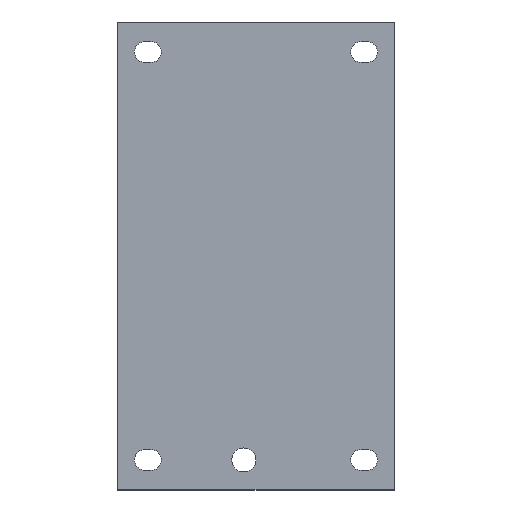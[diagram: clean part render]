
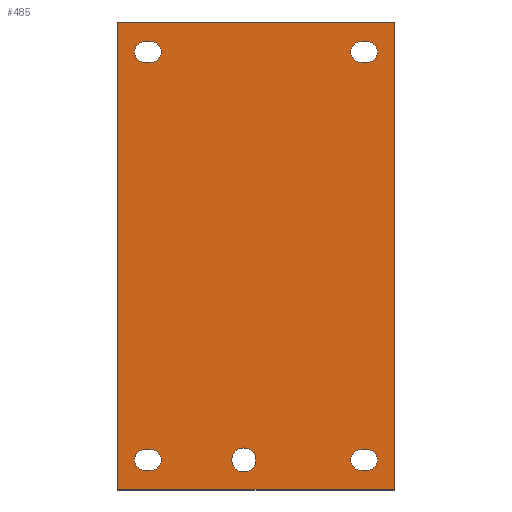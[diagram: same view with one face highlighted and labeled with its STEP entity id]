
A CAD part, top view. The second image highlights one B-rep face of the part: STEP entity #485.
In plain terms, the highlighted planar face has unit normal (0, 0, 1).
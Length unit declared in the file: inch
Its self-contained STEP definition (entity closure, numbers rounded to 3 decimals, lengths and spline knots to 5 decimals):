
#16=LINE('',#670,#60);
#20=LINE('',#682,#64);
#24=LINE('',#694,#68);
#28=LINE('',#706,#72);
#32=LINE('',#718,#76);
#36=LINE('',#730,#80);
#40=LINE('',#742,#84);
#44=LINE('',#754,#88);
#46=LINE('',#762,#90);
#50=LINE('',#770,#94);
#53=LINE('',#776,#97);
#56=LINE('',#781,#100);
#60=VECTOR('',#541,0.063);
#64=VECTOR('',#553,0.063);
#68=VECTOR('',#565,0.063);
#72=VECTOR('',#577,0.063);
#76=VECTOR('',#589,0.063);
#80=VECTOR('',#601,0.063);
#84=VECTOR('',#613,0.063);
#88=VECTOR('',#625,0.063);
#90=VECTOR('',#635,4.88);
#94=VECTOR('',#641,2.88);
#97=VECTOR('',#646,4.88);
#100=VECTOR('',#651,2.88);
#115=PLANE('',#528);
#122=FACE_BOUND('',#179,.T.);
#123=FACE_BOUND('',#180,.T.);
#124=FACE_BOUND('',#181,.T.);
#125=FACE_BOUND('',#182,.T.);
#126=FACE_BOUND('',#183,.T.);
#149=FACE_OUTER_BOUND('',#178,.T.);
#178=EDGE_LOOP('',(#409,#410,#411,#412));
#179=EDGE_LOOP('',(#413));
#180=EDGE_LOOP('',(#414,#415,#416,#417));
#181=EDGE_LOOP('',(#418,#419,#420,#421));
#182=EDGE_LOOP('',(#422,#423,#424,#425));
#183=EDGE_LOOP('',(#426,#427,#428,#429));
#185=CIRCLE('',#490,0.125);
#187=CIRCLE('',#494,0.109);
#189=CIRCLE('',#498,0.109);
#191=CIRCLE('',#502,0.109);
#193=CIRCLE('',#506,0.109);
#195=CIRCLE('',#510,0.109);
#197=CIRCLE('',#514,0.109);
#199=CIRCLE('',#518,0.109);
#201=CIRCLE('',#522,0.109);
#203=VERTEX_POINT('',#661);
#206=VERTEX_POINT('',#667);
#207=VERTEX_POINT('',#669);
#209=VERTEX_POINT('',#675);
#211=VERTEX_POINT('',#681);
#214=VERTEX_POINT('',#691);
#215=VERTEX_POINT('',#693);
#217=VERTEX_POINT('',#699);
#219=VERTEX_POINT('',#705);
#222=VERTEX_POINT('',#715);
#223=VERTEX_POINT('',#717);
#225=VERTEX_POINT('',#723);
#227=VERTEX_POINT('',#729);
#230=VERTEX_POINT('',#739);
#231=VERTEX_POINT('',#741);
#233=VERTEX_POINT('',#747);
#235=VERTEX_POINT('',#753);
#236=VERTEX_POINT('',#760);
#237=VERTEX_POINT('',#761);
#240=VERTEX_POINT('',#769);
#242=VERTEX_POINT('',#775);
#245=EDGE_CURVE('',#203,#203,#185,.T.);
#248=EDGE_CURVE('',#207,#206,#16,.T.);
#251=EDGE_CURVE('',#209,#207,#187,.T.);
#254=EDGE_CURVE('',#211,#209,#20,.T.);
#257=EDGE_CURVE('',#206,#211,#189,.T.);
#260=EDGE_CURVE('',#215,#214,#24,.T.);
#263=EDGE_CURVE('',#217,#215,#191,.T.);
#266=EDGE_CURVE('',#219,#217,#28,.T.);
#269=EDGE_CURVE('',#214,#219,#193,.T.);
#272=EDGE_CURVE('',#223,#222,#32,.T.);
#275=EDGE_CURVE('',#225,#223,#195,.T.);
#278=EDGE_CURVE('',#227,#225,#36,.T.);
#281=EDGE_CURVE('',#222,#227,#197,.T.);
#284=EDGE_CURVE('',#231,#230,#40,.T.);
#287=EDGE_CURVE('',#233,#231,#199,.T.);
#290=EDGE_CURVE('',#235,#233,#44,.T.);
#293=EDGE_CURVE('',#230,#235,#201,.T.);
#294=EDGE_CURVE('',#236,#237,#46,.T.);
#298=EDGE_CURVE('',#237,#240,#50,.T.);
#301=EDGE_CURVE('',#240,#242,#53,.T.);
#304=EDGE_CURVE('',#242,#236,#56,.T.);
#409=ORIENTED_EDGE('',*,*,#294,.F.);
#410=ORIENTED_EDGE('',*,*,#304,.F.);
#411=ORIENTED_EDGE('',*,*,#301,.F.);
#412=ORIENTED_EDGE('',*,*,#298,.F.);
#413=ORIENTED_EDGE('',*,*,#245,.T.);
#414=ORIENTED_EDGE('',*,*,#248,.T.);
#415=ORIENTED_EDGE('',*,*,#257,.T.);
#416=ORIENTED_EDGE('',*,*,#254,.T.);
#417=ORIENTED_EDGE('',*,*,#251,.T.);
#418=ORIENTED_EDGE('',*,*,#260,.T.);
#419=ORIENTED_EDGE('',*,*,#269,.T.);
#420=ORIENTED_EDGE('',*,*,#266,.T.);
#421=ORIENTED_EDGE('',*,*,#263,.T.);
#422=ORIENTED_EDGE('',*,*,#272,.T.);
#423=ORIENTED_EDGE('',*,*,#281,.T.);
#424=ORIENTED_EDGE('',*,*,#278,.T.);
#425=ORIENTED_EDGE('',*,*,#275,.T.);
#426=ORIENTED_EDGE('',*,*,#290,.T.);
#427=ORIENTED_EDGE('',*,*,#287,.T.);
#428=ORIENTED_EDGE('',*,*,#284,.T.);
#429=ORIENTED_EDGE('',*,*,#293,.T.);
#485=ADVANCED_FACE('',(#149,#122,#123,#124,#125,#126),#115,.T.);
#490=AXIS2_PLACEMENT_3D('',#662,#535,#536);
#494=AXIS2_PLACEMENT_3D('',#676,#547,#548);
#498=AXIS2_PLACEMENT_3D('',#686,#559,#560);
#502=AXIS2_PLACEMENT_3D('',#700,#571,#572);
#506=AXIS2_PLACEMENT_3D('',#710,#583,#584);
#510=AXIS2_PLACEMENT_3D('',#724,#595,#596);
#514=AXIS2_PLACEMENT_3D('',#734,#607,#608);
#518=AXIS2_PLACEMENT_3D('',#748,#619,#620);
#522=AXIS2_PLACEMENT_3D('',#758,#631,#632);
#528=AXIS2_PLACEMENT_3D('',#784,#655,#656);
#535=DIRECTION('center_axis',(0.,0.,-1.));
#536=DIRECTION('ref_axis',(1.,0.,0.));
#541=DIRECTION('',(1.,0.,0.));
#547=DIRECTION('center_axis',(0.,0.,-1.));
#548=DIRECTION('ref_axis',(0.,1.,0.));
#553=DIRECTION('',(-1.,0.,0.));
#559=DIRECTION('center_axis',(0.,0.,-1.));
#560=DIRECTION('ref_axis',(0.,-1.,0.));
#565=DIRECTION('',(1.,0.,0.));
#571=DIRECTION('center_axis',(0.,0.,-1.));
#572=DIRECTION('ref_axis',(0.,1.,0.));
#577=DIRECTION('',(-1.,0.,0.));
#583=DIRECTION('center_axis',(0.,0.,-1.));
#584=DIRECTION('ref_axis',(0.,-1.,0.));
#589=DIRECTION('',(1.,0.,0.));
#595=DIRECTION('center_axis',(0.,0.,-1.));
#596=DIRECTION('ref_axis',(0.,1.,0.));
#601=DIRECTION('',(-1.,0.,0.));
#607=DIRECTION('center_axis',(0.,0.,-1.));
#608=DIRECTION('ref_axis',(0.,-1.,0.));
#613=DIRECTION('',(1.,0.,0.));
#619=DIRECTION('center_axis',(0.,0.,-1.));
#620=DIRECTION('ref_axis',(0.,1.,0.));
#625=DIRECTION('',(-1.,0.,0.));
#631=DIRECTION('center_axis',(0.,0.,-1.));
#632=DIRECTION('ref_axis',(0.,-1.,0.));
#635=DIRECTION('',(0.,1.,0.));
#641=DIRECTION('',(1.,0.,0.));
#646=DIRECTION('',(0.,-1.,0.));
#651=DIRECTION('',(-1.,0.,0.));
#655=DIRECTION('center_axis',(0.,0.,1.));
#656=DIRECTION('ref_axis',(1.,0.,0.));
#661=CARTESIAN_POINT('',(1.438,0.313,0.074));
#662=CARTESIAN_POINT('Origin',(1.313,0.313,0.074));
#667=CARTESIAN_POINT('',(0.3445,0.422,0.074));
#669=CARTESIAN_POINT('',(0.2815,0.422,0.074));
#670=CARTESIAN_POINT('',(0.8765,0.422,0.074));
#675=CARTESIAN_POINT('',(0.2815,0.204,0.074));
#676=CARTESIAN_POINT('Origin',(0.2815,0.313,0.074));
#681=CARTESIAN_POINT('',(0.3445,0.204,0.074));
#682=CARTESIAN_POINT('',(0.86075,0.204,0.074));
#686=CARTESIAN_POINT('Origin',(0.3445,0.313,0.074));
#691=CARTESIAN_POINT('',(2.5985,4.676,0.074));
#693=CARTESIAN_POINT('',(2.5355,4.676,0.074));
#694=CARTESIAN_POINT('',(2.0035,4.676,0.074));
#699=CARTESIAN_POINT('',(2.5355,4.458,0.074));
#700=CARTESIAN_POINT('Origin',(2.5355,4.567,0.074));
#705=CARTESIAN_POINT('',(2.5985,4.458,0.074));
#706=CARTESIAN_POINT('',(1.98775,4.458,0.074));
#710=CARTESIAN_POINT('Origin',(2.5985,4.567,0.074));
#715=CARTESIAN_POINT('',(2.5985,0.422,0.074));
#717=CARTESIAN_POINT('',(2.5355,0.422,0.074));
#718=CARTESIAN_POINT('',(2.0035,0.422,0.074));
#723=CARTESIAN_POINT('',(2.5355,0.204,0.074));
#724=CARTESIAN_POINT('Origin',(2.5355,0.313,0.074));
#729=CARTESIAN_POINT('',(2.5985,0.204,0.074));
#730=CARTESIAN_POINT('',(1.98775,0.204,0.074));
#734=CARTESIAN_POINT('Origin',(2.5985,0.313,0.074));
#739=CARTESIAN_POINT('',(0.3445,4.676,0.074));
#741=CARTESIAN_POINT('',(0.2815,4.676,0.074));
#742=CARTESIAN_POINT('',(0.8765,4.676,0.074));
#747=CARTESIAN_POINT('',(0.2815,4.458,0.074));
#748=CARTESIAN_POINT('Origin',(0.2815,4.567,0.074));
#753=CARTESIAN_POINT('',(0.3445,4.458,0.074));
#754=CARTESIAN_POINT('',(0.86075,4.458,0.074));
#758=CARTESIAN_POINT('Origin',(0.3445,4.567,0.074));
#760=CARTESIAN_POINT('',(0.,0.,0.074));
#761=CARTESIAN_POINT('',(0.,4.88,0.074));
#762=CARTESIAN_POINT('',(0.,4.88,0.074));
#769=CARTESIAN_POINT('',(2.88,4.88,0.074));
#770=CARTESIAN_POINT('',(2.88,4.88,0.074));
#775=CARTESIAN_POINT('',(2.88,0.,0.074));
#776=CARTESIAN_POINT('',(2.88,0.,0.074));
#781=CARTESIAN_POINT('',(0.,0.,0.074));
#784=CARTESIAN_POINT('Origin',(1.44,2.44,0.074));
